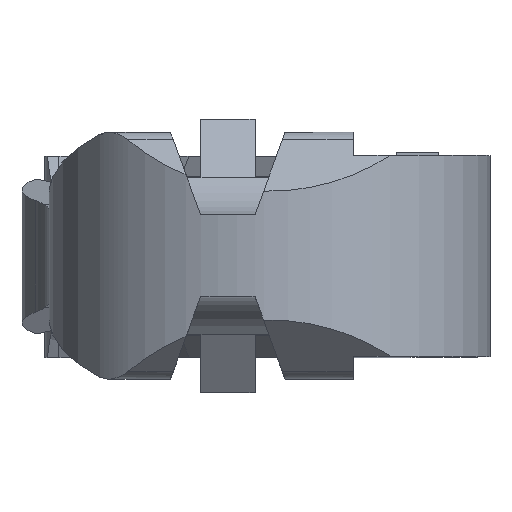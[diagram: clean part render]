
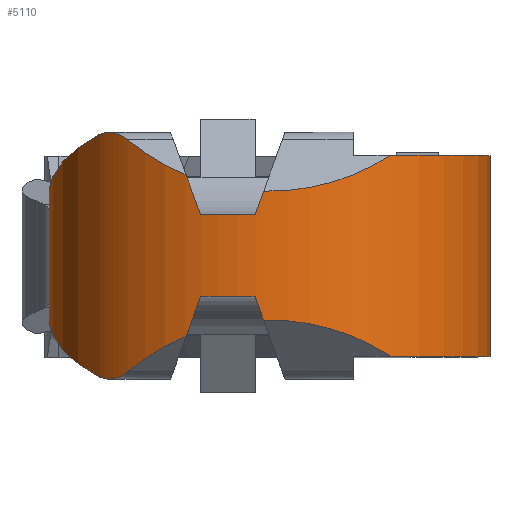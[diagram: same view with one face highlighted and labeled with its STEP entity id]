
A CAD part, top view. The second image highlights one B-rep face of the part: STEP entity #5110.
In plain terms, the highlighted cylindrical face has radius 25.9 mm (diameter 51.8 mm), a partial arc.
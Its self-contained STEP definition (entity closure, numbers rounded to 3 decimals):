
#197=DIRECTION('',(0.,-1.,0.));
#198=VECTOR('',#197,23.6);
#199=CARTESIAN_POINT('',(30.8,11.8,72.9));
#200=LINE('',#199,#198);
#201=CARTESIAN_POINT('',(4.21,-7.574,98.791));
#202=CARTESIAN_POINT('',(5.655,-7.536,98.829));
#203=CARTESIAN_POINT('',(8.418,-7.7,98.665));
#204=CARTESIAN_POINT('',(13.535,-8.811,97.554));
#205=CARTESIAN_POINT('',(16.972,-10.41,95.955));
#206=CARTESIAN_POINT('',(19.093,-11.8,94.565));
#208=CARTESIAN_POINT('',(-11.745,-13.621,92.744));
#209=CARTESIAN_POINT('',(-9.784,-11.977,94.388));
#210=CARTESIAN_POINT('',(-7.541,-10.571,95.794));
#211=CARTESIAN_POINT('',(-4.909,-9.494,96.871));
#213=CARTESIAN_POINT('',(-11.745,-13.621,92.744));
#214=CARTESIAN_POINT('',(-11.878,-13.733,92.632));
#215=CARTESIAN_POINT('',(-12.15,-13.931,92.399));
#216=CARTESIAN_POINT('',(-12.573,-14.166,92.021));
#217=CARTESIAN_POINT('',(-12.999,-14.339,91.623));
#218=CARTESIAN_POINT('',(-13.424,-14.453,91.207));
#219=CARTESIAN_POINT('',(-13.843,-14.506,90.778));
#220=CARTESIAN_POINT('',(-14.252,-14.498,90.339));
#221=CARTESIAN_POINT('',(-14.649,-14.422,89.893));
#222=CARTESIAN_POINT('',(-14.9,-14.324,89.597));
#223=CARTESIAN_POINT('',(-15.022,-14.262,89.45));
#225=DIRECTION('',(0.,1.,0.));
#226=VECTOR('',#225,14.473);
#227=CARTESIAN_POINT('',(-21.,-7.236,72.9));
#228=LINE('',#227,#226);
#229=CARTESIAN_POINT('',(-11.745,13.621,92.744));
#230=CARTESIAN_POINT('',(-11.878,13.733,92.632));
#231=CARTESIAN_POINT('',(-12.15,13.931,92.399));
#232=CARTESIAN_POINT('',(-12.573,14.166,92.021));
#233=CARTESIAN_POINT('',(-12.999,14.339,91.623));
#234=CARTESIAN_POINT('',(-13.424,14.453,91.207));
#235=CARTESIAN_POINT('',(-13.843,14.506,90.778));
#236=CARTESIAN_POINT('',(-14.252,14.498,90.339));
#237=CARTESIAN_POINT('',(-14.649,14.422,89.893));
#238=CARTESIAN_POINT('',(-14.9,14.324,89.597));
#239=CARTESIAN_POINT('',(-15.022,14.262,89.45));
#241=CARTESIAN_POINT('',(-11.745,13.621,92.744));
#242=CARTESIAN_POINT('',(-9.784,11.977,94.388));
#243=CARTESIAN_POINT('',(-7.541,10.571,95.794));
#244=CARTESIAN_POINT('',(-4.909,9.494,96.871));
#246=CARTESIAN_POINT('',(4.21,7.574,98.791));
#247=CARTESIAN_POINT('',(5.655,7.536,98.829));
#248=CARTESIAN_POINT('',(8.418,7.7,98.665));
#249=CARTESIAN_POINT('',(13.535,8.811,97.554));
#250=CARTESIAN_POINT('',(16.972,10.41,95.955));
#251=CARTESIAN_POINT('',(19.093,11.8,94.565));
#426=CARTESIAN_POINT('',(4.9,11.8,72.9));
#427=DIRECTION('',(0.,-1.,0.));
#428=DIRECTION('',(1.,0.,0.));
#429=AXIS2_PLACEMENT_3D('',#426,#427,#428);
#1233=CARTESIAN_POINT('',(-4.909,9.494,96.871));
#1234=CARTESIAN_POINT('',(-4.34,7.932,97.104));
#1235=CARTESIAN_POINT('',(-3.77,6.367,97.313));
#1236=CARTESIAN_POINT('',(-3.2,4.8,97.501));
#1254=CARTESIAN_POINT('',(-15.022,14.262,89.45));
#1255=CARTESIAN_POINT('',(-16.035,13.744,88.231));
#1256=CARTESIAN_POINT('',(-17.763,12.67,85.701));
#1257=CARTESIAN_POINT('',(-19.601,10.959,81.671));
#1258=CARTESIAN_POINT('',(-20.73,9.155,77.419));
#1259=CARTESIAN_POINT('',(-21.,7.888,74.434));
#1260=CARTESIAN_POINT('',(-21.,7.236,72.9));
#1357=CARTESIAN_POINT('',(4.21,7.574,98.791));
#1358=CARTESIAN_POINT('',(3.873,6.649,98.782));
#1359=CARTESIAN_POINT('',(3.537,5.725,98.766));
#1360=CARTESIAN_POINT('',(3.2,4.8,98.744));
#1362=CARTESIAN_POINT('',(4.9,4.8,72.9));
#1363=DIRECTION('',(0.,-1.,0.));
#1364=DIRECTION('',(-0.066,0.,0.998));
#1365=AXIS2_PLACEMENT_3D('',#1362,#1363,#1364);
#1569=CARTESIAN_POINT('',(-15.022,-14.262,
89.45));
#1570=CARTESIAN_POINT('',(-16.035,-13.744,
88.231));
#1571=CARTESIAN_POINT('',(-17.763,-12.67,
85.701));
#1572=CARTESIAN_POINT('',(-19.601,-10.959,
81.671));
#1573=CARTESIAN_POINT('',(-20.73,-9.155,
77.419));
#1574=CARTESIAN_POINT('',(-21.,-7.888,74.434));
#1575=CARTESIAN_POINT('',(-21.,-7.236,72.9));
#1636=CARTESIAN_POINT('',(-4.909,-9.494,
96.871));
#1637=CARTESIAN_POINT('',(-4.34,-7.932,
97.104));
#1638=CARTESIAN_POINT('',(-3.77,-6.367,
97.313));
#1639=CARTESIAN_POINT('',(-3.2,-4.8,97.501));
#1673=CARTESIAN_POINT('',(4.21,-7.574,98.791));
#1674=CARTESIAN_POINT('',(3.873,-6.649,98.782));
#1675=CARTESIAN_POINT('',(3.537,-5.725,98.766));
#1676=CARTESIAN_POINT('',(3.2,-4.8,98.744));
#1742=CARTESIAN_POINT('',(4.9,-4.8,72.9));
#1743=DIRECTION('',(0.,-1.,0.));
#1744=DIRECTION('',(-0.066,0.,0.998));
#1745=AXIS2_PLACEMENT_3D('',#1742,#1743,#1744);
#1849=CARTESIAN_POINT('',(4.9,-11.8,72.9));
#1850=DIRECTION('',(0.,-1.,0.));
#1851=DIRECTION('',(1.,0.,0.));
#1852=AXIS2_PLACEMENT_3D('',#1849,#1850,#1851);
#3888=CARTESIAN_POINT('',(30.8,11.8,72.9));
#3889=VERTEX_POINT('',#3888);
#3891=CARTESIAN_POINT('',(19.093,11.8,94.565));
#3893=VERTEX_POINT('',#3891);
#3898=VERTEX_POINT('',#229);
#3899=VERTEX_POINT('',#239);
#3900=VERTEX_POINT('',#1260);
#3933=CARTESIAN_POINT('',(3.2,4.8,98.744));
#3934=CARTESIAN_POINT('',(-3.2,4.8,97.501));
#3935=VERTEX_POINT('',#3933);
#3936=VERTEX_POINT('',#3934);
#3937=VERTEX_POINT('',#1233);
#3938=VERTEX_POINT('',#1357);
#3987=CARTESIAN_POINT('',(30.8,-11.8,72.9));
#3988=VERTEX_POINT('',#3987);
#3990=CARTESIAN_POINT('',(19.093,-11.8,94.565));
#3992=VERTEX_POINT('',#3990);
#3997=VERTEX_POINT('',#213);
#3998=VERTEX_POINT('',#223);
#3999=VERTEX_POINT('',#1575);
#4032=CARTESIAN_POINT('',(3.2,-4.8,98.744));
#4033=CARTESIAN_POINT('',(-3.2,-4.8,97.501));
#4034=VERTEX_POINT('',#4032);
#4035=VERTEX_POINT('',#4033);
#4036=VERTEX_POINT('',#1636);
#4037=VERTEX_POINT('',#1673);
#5068=CARTESIAN_POINT('',(4.9,0.,72.9));
#5069=DIRECTION('',(0.,-1.,0.));
#5070=DIRECTION('',(-1.,0.,0.));
#5071=AXIS2_PLACEMENT_3D('',#5068,#5069,#5070);
#5072=CYLINDRICAL_SURFACE('',#5071,25.9);
#5074=ORIENTED_EDGE('',*,*,#5073,.T.);
#5076=ORIENTED_EDGE('',*,*,#5075,.T.);
#5078=ORIENTED_EDGE('',*,*,#5077,.F.);
#5080=ORIENTED_EDGE('',*,*,#5079,.T.);
#5082=ORIENTED_EDGE('',*,*,#5081,.T.);
#5084=ORIENTED_EDGE('',*,*,#5083,.F.);
#5086=ORIENTED_EDGE('',*,*,#5085,.F.);
#5088=ORIENTED_EDGE('',*,*,#5087,.T.);
#5090=ORIENTED_EDGE('',*,*,#5089,.T.);
#5091=ORIENTED_EDGE('',*,*,#5050,.T.);
#5093=ORIENTED_EDGE('',*,*,#5092,.F.);
#5095=ORIENTED_EDGE('',*,*,#5094,.F.);
#5097=ORIENTED_EDGE('',*,*,#5096,.T.);
#5099=ORIENTED_EDGE('',*,*,#5098,.T.);
#5101=ORIENTED_EDGE('',*,*,#5100,.F.);
#5103=ORIENTED_EDGE('',*,*,#5102,.F.);
#5105=ORIENTED_EDGE('',*,*,#5104,.T.);
#5107=ORIENTED_EDGE('',*,*,#5106,.F.);
#5108=EDGE_LOOP('',(#5074,#5076,#5078,#5080,#5082,#5084,#5086,#5088,#5090,#5091,
#5093,#5095,#5097,#5099,#5101,#5103,#5105,#5107));
#5109=FACE_OUTER_BOUND('',#5108,.F.);
#5110=ADVANCED_FACE('',(#5109),#5072,.T.);
#207=B_SPLINE_CURVE_WITH_KNOTS('',3,(#201,#202,#203,#204,#205,#206),
.UNSPECIFIED.,.F.,.F.,(4,1,1,4),(0.,0.25,0.5,1.),.UNSPECIFIED.);
#212=B_SPLINE_CURVE_WITH_KNOTS('',3,(#208,#209,#210,#211),.UNSPECIFIED.,.F.,.F.,
(4,4),(0.,1.),.UNSPECIFIED.);
#224=B_SPLINE_CURVE_WITH_KNOTS('',3,(#213,#214,#215,#216,#217,#218,#219,#220,
#221,#222,#223),.UNSPECIFIED.,.F.,.F.,(4,1,1,1,1,1,1,1,4),(0.,0.125,0.25,
0.375,0.5,0.625,0.75,0.875,1.),.UNSPECIFIED.);
#240=B_SPLINE_CURVE_WITH_KNOTS('',3,(#229,#230,#231,#232,#233,#234,#235,#236,
#237,#238,#239),.UNSPECIFIED.,.F.,.F.,(4,1,1,1,1,1,1,1,4),(0.,0.125,0.25,
0.375,0.5,0.625,0.75,0.875,1.),.UNSPECIFIED.);
#245=B_SPLINE_CURVE_WITH_KNOTS('',3,(#241,#242,#243,#244),.UNSPECIFIED.,.F.,.F.,
(4,4),(0.,1.),.UNSPECIFIED.);
#252=B_SPLINE_CURVE_WITH_KNOTS('',3,(#246,#247,#248,#249,#250,#251),
.UNSPECIFIED.,.F.,.F.,(4,1,1,4),(0.,0.25,0.5,1.),.UNSPECIFIED.);
#430=CIRCLE('',#429,25.9);
#1237=B_SPLINE_CURVE_WITH_KNOTS('',3,(#1233,#1234,#1235,#1236),.UNSPECIFIED.,
.F.,.F.,(4,4),(0.,1.),.UNSPECIFIED.);
#1261=B_SPLINE_CURVE_WITH_KNOTS('',3,(#1254,#1255,#1256,#1257,#1258,#1259,
#1260),.UNSPECIFIED.,.F.,.F.,(4,1,1,1,4),(0.,0.25,0.5,0.75,1.),
.UNSPECIFIED.);
#1361=B_SPLINE_CURVE_WITH_KNOTS('',3,(#1357,#1358,#1359,#1360),.UNSPECIFIED.,
.F.,.F.,(4,4),(0.,1.),.UNSPECIFIED.);
#1366=CIRCLE('',#1365,25.9);
#1576=B_SPLINE_CURVE_WITH_KNOTS('',3,(#1569,#1570,#1571,#1572,#1573,#1574,
#1575),.UNSPECIFIED.,.F.,.F.,(4,1,1,1,4),(0.,0.25,0.5,0.75,1.),
.UNSPECIFIED.);
#1640=B_SPLINE_CURVE_WITH_KNOTS('',3,(#1636,#1637,#1638,#1639),.UNSPECIFIED.,
.F.,.F.,(4,4),(0.,1.),.UNSPECIFIED.);
#1677=B_SPLINE_CURVE_WITH_KNOTS('',3,(#1673,#1674,#1675,#1676),.UNSPECIFIED.,
.F.,.F.,(4,4),(0.,1.),.UNSPECIFIED.);
#1746=CIRCLE('',#1745,25.9);
#1853=CIRCLE('',#1852,25.9);
#5050=EDGE_CURVE('',#3999,#3900,#228,.T.);
#5073=EDGE_CURVE('',#3889,#3988,#200,.T.);
#5075=EDGE_CURVE('',#3988,#3992,#1853,.T.);
#5077=EDGE_CURVE('',#4037,#3992,#207,.T.);
#5079=EDGE_CURVE('',#4037,#4034,#1677,.T.);
#5081=EDGE_CURVE('',#4034,#4035,#1746,.T.);
#5083=EDGE_CURVE('',#4036,#4035,#1640,.T.);
#5085=EDGE_CURVE('',#3997,#4036,#212,.T.);
#5087=EDGE_CURVE('',#3997,#3998,#224,.T.);
#5089=EDGE_CURVE('',#3998,#3999,#1576,.T.);
#5092=EDGE_CURVE('',#3899,#3900,#1261,.T.);
#5094=EDGE_CURVE('',#3898,#3899,#240,.T.);
#5096=EDGE_CURVE('',#3898,#3937,#245,.T.);
#5098=EDGE_CURVE('',#3937,#3936,#1237,.T.);
#5100=EDGE_CURVE('',#3935,#3936,#1366,.T.);
#5102=EDGE_CURVE('',#3938,#3935,#1361,.T.);
#5104=EDGE_CURVE('',#3938,#3893,#252,.T.);
#5106=EDGE_CURVE('',#3889,#3893,#430,.T.);
